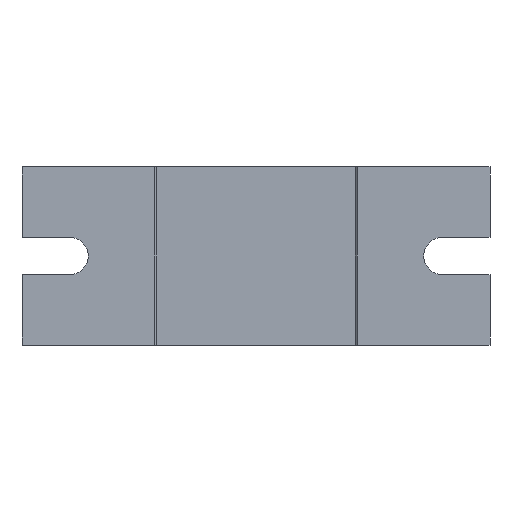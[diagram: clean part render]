
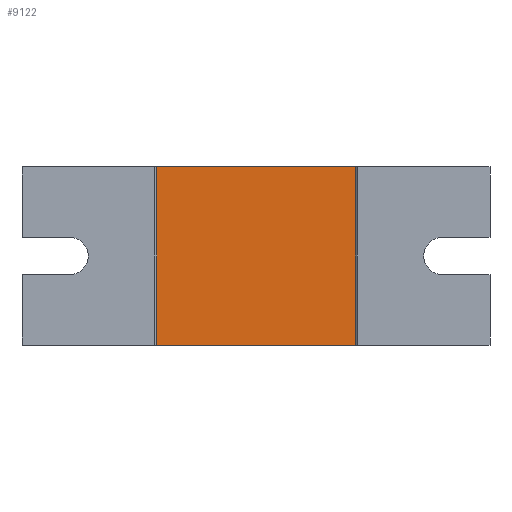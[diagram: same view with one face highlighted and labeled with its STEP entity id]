
A CAD part, front view. The second image highlights one B-rep face of the part: STEP entity #9122.
In plain terms, the highlighted planar face has unit normal (0, -1, 0).
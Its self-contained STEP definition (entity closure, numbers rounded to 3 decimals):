
#1189 = CARTESIAN_POINT ( 'NONE',  ( -24., -32., 21.5 ) ) ;
#1358 = EDGE_CURVE ( 'NONE', #3776, #11983, #13527, .T. ) ;
#2933 = LINE ( 'NONE', #3196, #9091 ) ;
#3196 = CARTESIAN_POINT ( 'NONE',  ( 24., -32., 21.5 ) ) ;
#3434 = EDGE_CURVE ( 'NONE', #11983, #16454, #10595, .T. ) ;
#3776 = VERTEX_POINT ( 'NONE', #11415 ) ;
#3956 = DIRECTION ( 'NONE',  ( -1., 0., 0. ) ) ;
#4601 = ORIENTED_EDGE ( 'NONE', *, *, #14070, .F. ) ;
#4777 = CARTESIAN_POINT ( 'NONE',  ( -24.5, -32., 21.5 ) ) ;
#5813 = DIRECTION ( 'NONE',  ( 0., 1., 0. ) ) ;
#7281 = VECTOR ( 'NONE', #17844, 1000. ) ;
#8156 = DIRECTION ( 'NONE',  ( 0., 0., 1. ) ) ;
#8351 = FACE_OUTER_BOUND ( 'NONE', #9198, .T. ) ;
#8857 = CARTESIAN_POINT ( 'NONE',  ( 24., -32., -21.5 ) ) ;
#9091 = VECTOR ( 'NONE', #8156, 1000. ) ;
#9122 = ADVANCED_FACE ( 'NONE', ( #8351 ), #14058, .F. ) ;
#9198 = EDGE_LOOP ( 'NONE', ( #4601, #16011, #17261, #14756 ) ) ;
#10595 = LINE ( 'NONE', #11151, #7281 ) ;
#10738 = CARTESIAN_POINT ( 'NONE',  ( -24.5, -32., -21.5 ) ) ;
#11151 = CARTESIAN_POINT ( 'NONE',  ( -24., -32., -21.5 ) ) ;
#11415 = CARTESIAN_POINT ( 'NONE',  ( 24., -32., 21.5 ) ) ;
#11487 = CARTESIAN_POINT ( 'NONE',  ( -24., -32., -21.5 ) ) ;
#11887 = VECTOR ( 'NONE', #3956, 1000. ) ;
#11983 = VERTEX_POINT ( 'NONE', #1189 ) ;
#12648 = DIRECTION ( 'NONE',  ( -1., 0., 0. ) ) ;
#12680 = AXIS2_PLACEMENT_3D ( 'NONE', #10738, #5813, #13914 ) ;
#13527 = LINE ( 'NONE', #4777, #13784 ) ;
#13778 = CARTESIAN_POINT ( 'NONE',  ( -24.5, -32., -21.5 ) ) ;
#13784 = VECTOR ( 'NONE', #12648, 1000. ) ;
#13914 = DIRECTION ( 'NONE',  ( -1., 0., 0. ) ) ;
#14058 = PLANE ( 'NONE',  #12680 ) ;
#14070 = EDGE_CURVE ( 'NONE', #15067, #16454, #20942, .T. ) ;
#14756 = ORIENTED_EDGE ( 'NONE', *, *, #3434, .T. ) ;
#15067 = VERTEX_POINT ( 'NONE', #8857 ) ;
#16011 = ORIENTED_EDGE ( 'NONE', *, *, #20503, .T. ) ;
#16454 = VERTEX_POINT ( 'NONE', #11487 ) ;
#17261 = ORIENTED_EDGE ( 'NONE', *, *, #1358, .T. ) ;
#17844 = DIRECTION ( 'NONE',  ( 0., 0., -1. ) ) ;
#20503 = EDGE_CURVE ( 'NONE', #15067, #3776, #2933, .T. ) ;
#20942 = LINE ( 'NONE', #13778, #11887 ) ;
